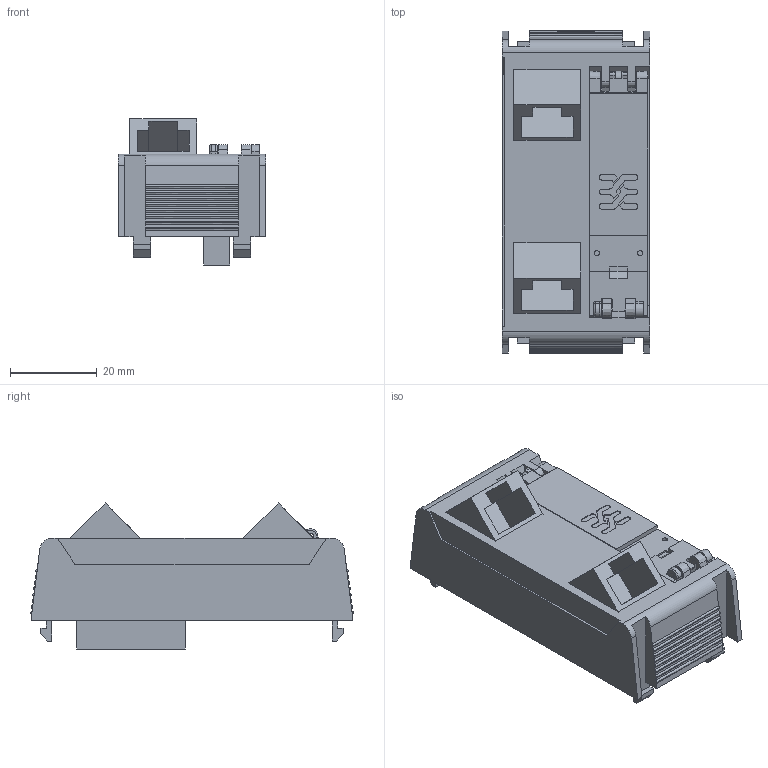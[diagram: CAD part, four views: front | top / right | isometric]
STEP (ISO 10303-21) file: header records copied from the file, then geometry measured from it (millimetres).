
FILE_DESCRIPTION(('CATIA V5 STEP Exchange','CAx-IF Rec.Pracs.--- Model Styling and Organization---1.4--- 2014-01-23'),'2;1');
FILE_NAME ('D1361139_1', '2019-02-05T14:10:11+00:00', ('none'), ('Weidmueller'), 'CATIA Version 5-6 Release 2016 SP3 HF44', 'CATIA V5 STEP AP214', 'none');
FILE_SCHEMA(('AUTOMOTIVE_DESIGN { 1 0 10303 214 1 1 1 1 }'));
Length unit declared in the file: millimetre
Products named in the file (1): 2467320000
Bounding box: 34 x 74.36 x 33.65 mm (x, y, z)
Volume: 43216.1 mm3; surface area: 19698.4 mm2
Topology: 10 solids, 10 shells, 512 faces, 1437 edges, 965 vertices
Faces by surface type: plane 383, extrusion 74, cylinder 53, torus 2
Entity records: 17681 total; most frequent: CARTESIAN_POINT 4871, ORIENTED_EDGE 2874, DIRECTION 1873, EDGE_CURVE 1437, VECTOR 1163, LINE 1089, VERTEX_POINT 965, EDGE_LOOP 548
